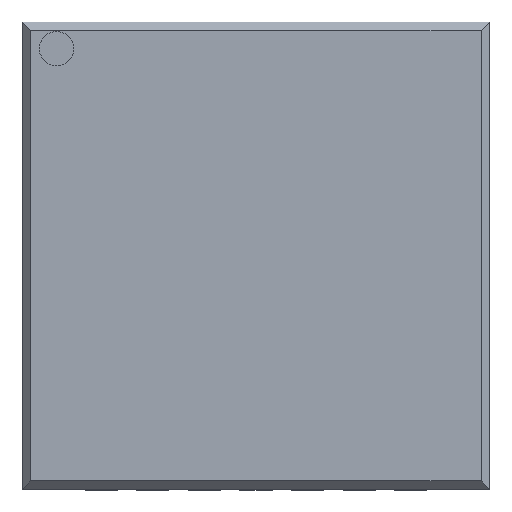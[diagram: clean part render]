
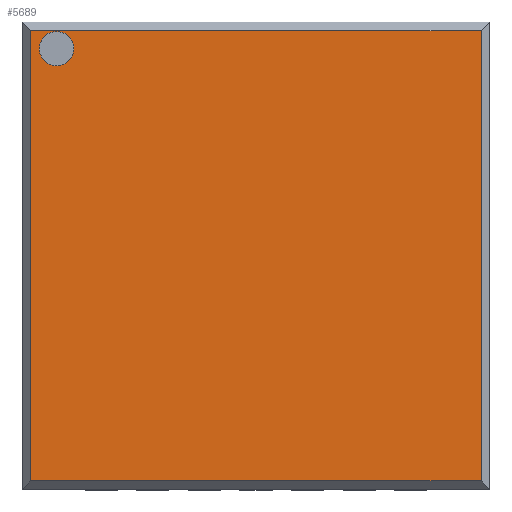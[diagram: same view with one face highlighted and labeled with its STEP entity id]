
A CAD part, top view. The second image highlights one B-rep face of the part: STEP entity #5689.
In plain terms, the highlighted planar face has unit normal (0, 0, 1).
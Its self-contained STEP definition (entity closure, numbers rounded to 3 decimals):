
#13=FACE_BOUND('',#624,.T.);
#58=CIRCLE('',#5962,0.15);
#326=FACE_OUTER_BOUND('',#623,.T.);
#623=EDGE_LOOP('',(#4357,#4358,#4359,#4360));
#624=EDGE_LOOP('',(#4361));
#1230=LINE('',#8721,#1935);
#1234=LINE('',#8729,#1939);
#1237=LINE('',#8735,#1942);
#1241=LINE('',#8741,#1946);
#1935=VECTOR('',#7135,1.);
#1939=VECTOR('',#7141,1.);
#1942=VECTOR('',#7146,1.);
#1946=VECTOR('',#7152,1.);
#2347=VERTEX_POINT('',#8267);
#2525=VERTEX_POINT('',#8719);
#2526=VERTEX_POINT('',#8720);
#2529=VERTEX_POINT('',#8728);
#2531=VERTEX_POINT('',#8734);
#2957=EDGE_CURVE('',#2347,#2347,#58,.T.);
#3168=EDGE_CURVE('',#2525,#2526,#1230,.T.);
#3172=EDGE_CURVE('',#2526,#2529,#1234,.T.);
#3175=EDGE_CURVE('',#2529,#2531,#1237,.T.);
#3179=EDGE_CURVE('',#2531,#2525,#1241,.T.);
#4357=ORIENTED_EDGE('',*,*,#3168,.F.);
#4358=ORIENTED_EDGE('',*,*,#3179,.F.);
#4359=ORIENTED_EDGE('',*,*,#3175,.F.);
#4360=ORIENTED_EDGE('',*,*,#3172,.F.);
#4361=ORIENTED_EDGE('',*,*,#2957,.T.);
#5104=PLANE('',#6032);
#5689=ADVANCED_FACE('',(#326,#13),#5104,.T.);
#5962=AXIS2_PLACEMENT_3D('',#8268,#6796,#6797);
#6032=AXIS2_PLACEMENT_3D('',#8773,#7183,#7184);
#6796=DIRECTION('center_axis',(0.,0.,-1.));
#6797=DIRECTION('ref_axis',(1.,0.,0.));
#7135=DIRECTION('',(0.,-1.,0.));
#7141=DIRECTION('',(-1.,0.,0.));
#7146=DIRECTION('',(0.,1.,0.));
#7152=DIRECTION('',(1.,0.,0.));
#7183=DIRECTION('center_axis',(0.,0.,1.));
#7184=DIRECTION('ref_axis',(-1.,0.,0.));
#8267=CARTESIAN_POINT('',(-1.888,1.806,0.8));
#8268=CARTESIAN_POINT('Origin',(-1.738,1.806,0.8));
#8719=CARTESIAN_POINT('',(1.961,1.963,0.8));
#8720=CARTESIAN_POINT('',(1.961,-1.961,0.8));
#8721=CARTESIAN_POINT('',(1.961,0.001,0.8));
#8728=CARTESIAN_POINT('',(-1.963,-1.961,0.8));
#8729=CARTESIAN_POINT('',(-2.038,-1.961,0.8));
#8734=CARTESIAN_POINT('',(-1.963,1.963,0.8));
#8735=CARTESIAN_POINT('',(-1.963,2.038,0.8));
#8741=CARTESIAN_POINT('',(-0.001,1.963,0.8));
#8773=CARTESIAN_POINT('Origin',(-2.038,2.038,0.8));
